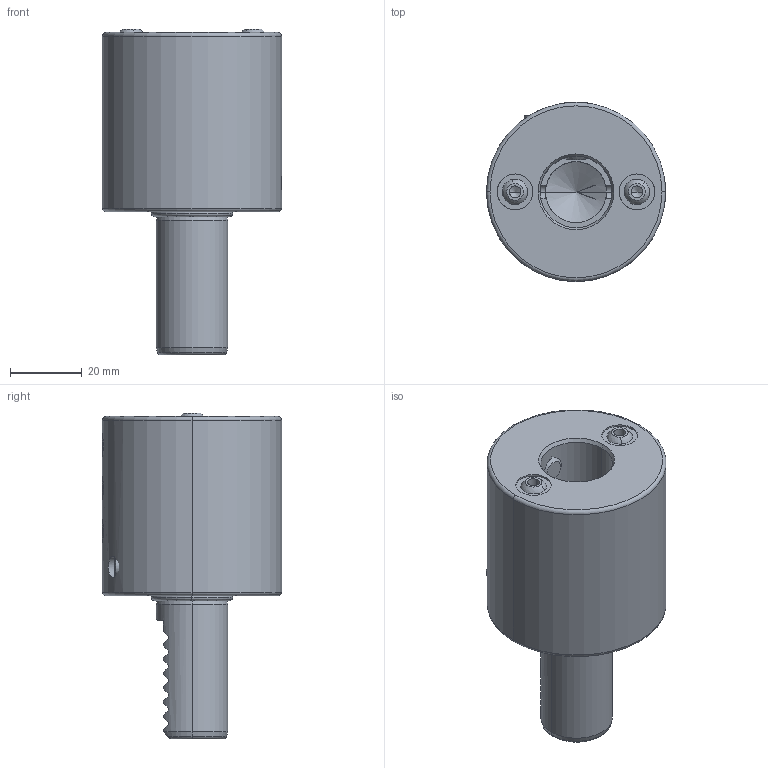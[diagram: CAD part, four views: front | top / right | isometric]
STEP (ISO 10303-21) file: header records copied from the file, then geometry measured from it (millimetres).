
FILE_DESCRIPTION (( 'STEP AP203' ), '1' );
FILE_NAME ('STEP.STEP', '2020-05-11T05:53:27', ( '' ), ( '' ), 'SwSTEP 2.0', 'SolidWorks 2017', '' );
FILE_SCHEMA (( 'CONFIG_CONTROL_DESIGN' ));
Length unit declared in the file: millimetre
Products named in the file (1): STEP
Bounding box: 50 x 50 x 90.95 mm (x, y, z)
Volume: 91577 mm3; surface area: 24464.6 mm2
Topology: 11 solids, 11 shells, 237 faces, 593 edges, 364 vertices
Faces by surface type: plane 90, cylinder 80, cone 42, torus 17, sphere 8
Entity records: 7773 total; most frequent: CARTESIAN_POINT 2259, DIRECTION 1139, ORIENTED_EDGE 1126, EDGE_CURVE 563, AXIS2_PLACEMENT_3D 440, VERTEX_POINT 352, EDGE_LOOP 267, VECTOR 259
